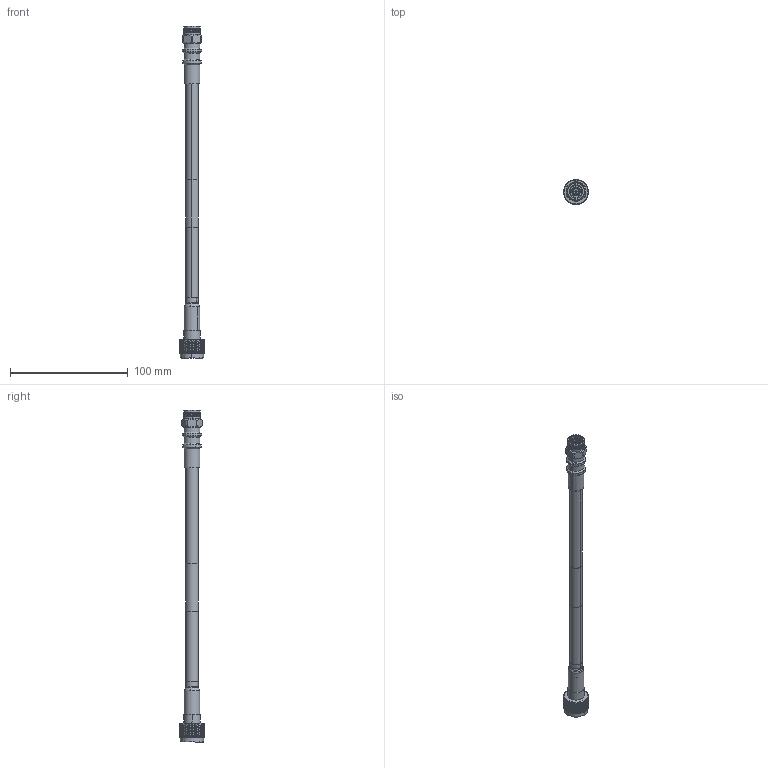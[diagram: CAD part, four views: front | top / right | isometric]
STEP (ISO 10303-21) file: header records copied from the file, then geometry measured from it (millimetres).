
FILE_DESCRIPTION (( 'STEP AP214' ), '1' );
FILE_NAME ('FMC00052_3D.step', '2023-05-10T07:48:18', ( '' ), ( '' ), 'SwSTEP 2.0', 'SolidWorks 2022', '' );
FILE_SCHEMA (( 'AUTOMOTIVE_DESIGN' ));
Length unit declared in the file: inch
Products named in the file (8): Copy of HeatShrink_EZ-400-TM-X^FMC00052; Copy of HeatShrink_SC9116^FMC00052; EZ-400-TM-X_ferrule; SC9116; LMR-400-UF-FM_WITH LABEL; EZ-400-TM-X; FMC00052_3D; EZ-400-TM-X_body
Assembly tree (7 placements, depth 3):
  FMC00052_3D
    SC9116
    Copy of HeatShrink_SC9116^FMC00052
    LMR-400-UF-FM_WITH LABEL
    EZ-400-TM-X
      EZ-400-TM-X_body
      EZ-400-TM-X_ferrule
    Copy of HeatShrink_EZ-400-TM-X^FMC00052
Bounding box: 21 x 21 x 281.9 mm (x, y, z)
Volume: 38210.9 mm3; surface area: 20028.2 mm2
Topology: 7 solids, 7 shells, 3684 faces, 7630 edges, 3989 vertices
Faces by surface type: bspline 2645, cylinder 778, cone 188, plane 65, torus 8
Entity records: 170494 total; most frequent: CARTESIAN_POINT 121951, ORIENTED_EDGE 15260, EDGE_CURVE 7630, VERTEX_POINT 3989, EDGE_LOOP 3717, FACE_OUTER_BOUND 3684, ADVANCED_FACE 3684, DIRECTION 3433
